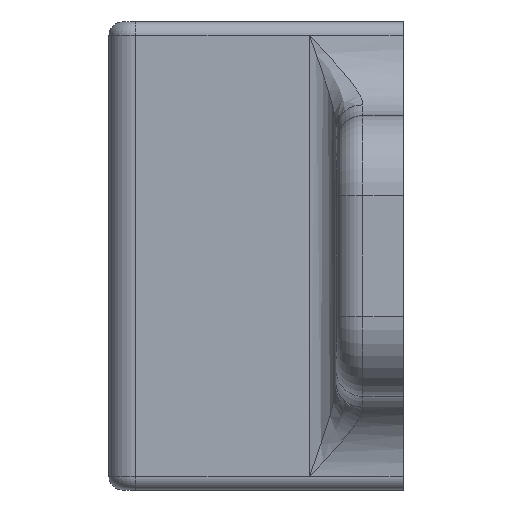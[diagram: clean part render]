
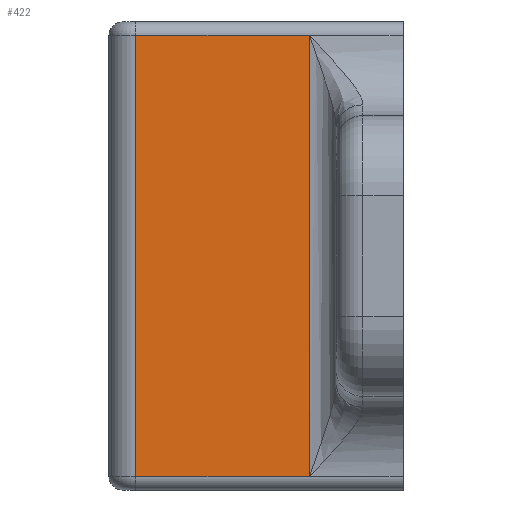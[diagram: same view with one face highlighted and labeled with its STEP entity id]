
A CAD part, left-side view. The second image highlights one B-rep face of the part: STEP entity #422.
In plain terms, the highlighted planar face has unit normal (-1, 0, 0).
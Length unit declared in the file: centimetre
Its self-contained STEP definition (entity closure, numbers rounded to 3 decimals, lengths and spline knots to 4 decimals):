
#84 = CARTESIAN_POINT ( 'NONE',  ( -1.25, 0.35, 1.45 ) ) ;
#121 = CARTESIAN_POINT ( 'NONE',  ( -1.25, 0., -0.2 ) ) ;
#165 = LINE ( 'NONE', #1071, #2216 ) ;
#372 = PLANE ( 'NONE',  #1799 ) ;
#398 = EDGE_CURVE ( 'NONE', #1653, #2151, #2184, .T. ) ;
#420 = CARTESIAN_POINT ( 'NONE',  ( -1.25, 0., 1.5 ) ) ;
#422 = ADVANCED_FACE ( 'NONE', ( #664 ), #372, .F. ) ;
#463 = DIRECTION ( 'NONE',  ( 0., 0., -1. ) ) ;
#501 = CARTESIAN_POINT ( 'NONE',  ( -1.25, 1., -0.2 ) ) ;
#506 = EDGE_CURVE ( 'NONE', #1197, #1653, #1193, .T. ) ;
#568 = EDGE_LOOP ( 'NONE', ( #1240, #2154, #1019, #1603 ) ) ;
#664 = FACE_OUTER_BOUND ( 'NONE', #568, .T. ) ;
#672 = DIRECTION ( 'NONE',  ( 0., 1., 0. ) ) ;
#790 = DIRECTION ( 'NONE',  ( 1., 0., 0. ) ) ;
#899 = CARTESIAN_POINT ( 'NONE',  ( -1.25, 0.35, -0.2 ) ) ;
#1019 = ORIENTED_EDGE ( 'NONE', *, *, #398, .T. ) ;
#1047 = EDGE_CURVE ( 'NONE', #2151, #2413, #165, .T. ) ;
#1071 = CARTESIAN_POINT ( 'NONE',  ( -1.25, 0., 1.45 ) ) ;
#1193 = LINE ( 'NONE', #121, #2046 ) ;
#1197 = VERTEX_POINT ( 'NONE', #501 ) ;
#1240 = ORIENTED_EDGE ( 'NONE', *, *, #1484, .T. ) ;
#1292 = DIRECTION ( 'NONE',  ( 0., -1., 0. ) ) ;
#1336 = LINE ( 'NONE', #1794, #1912 ) ;
#1339 = CARTESIAN_POINT ( 'NONE',  ( -1.25, 1., 1.45 ) ) ;
#1484 = EDGE_CURVE ( 'NONE', #2413, #1197, #1336, .T. ) ;
#1550 = DIRECTION ( 'NONE',  ( 0., 0., 1. ) ) ;
#1603 = ORIENTED_EDGE ( 'NONE', *, *, #1047, .T. ) ;
#1648 = VECTOR ( 'NONE', #1550, 100. ) ;
#1653 = VERTEX_POINT ( 'NONE', #899 ) ;
#1794 = CARTESIAN_POINT ( 'NONE',  ( -1.25, 1., 1.5 ) ) ;
#1799 = AXIS2_PLACEMENT_3D ( 'NONE', #420, #790, #1997 ) ;
#1912 = VECTOR ( 'NONE', #463, 100. ) ;
#1944 = CARTESIAN_POINT ( 'NONE',  ( -1.25, 0.35, 1.5 ) ) ;
#1997 = DIRECTION ( 'NONE',  ( 0., 0., -1. ) ) ;
#2046 = VECTOR ( 'NONE', #1292, 100. ) ;
#2151 = VERTEX_POINT ( 'NONE', #84 ) ;
#2154 = ORIENTED_EDGE ( 'NONE', *, *, #506, .T. ) ;
#2184 = LINE ( 'NONE', #1944, #1648 ) ;
#2216 = VECTOR ( 'NONE', #672, 100. ) ;
#2413 = VERTEX_POINT ( 'NONE', #1339 ) ;
